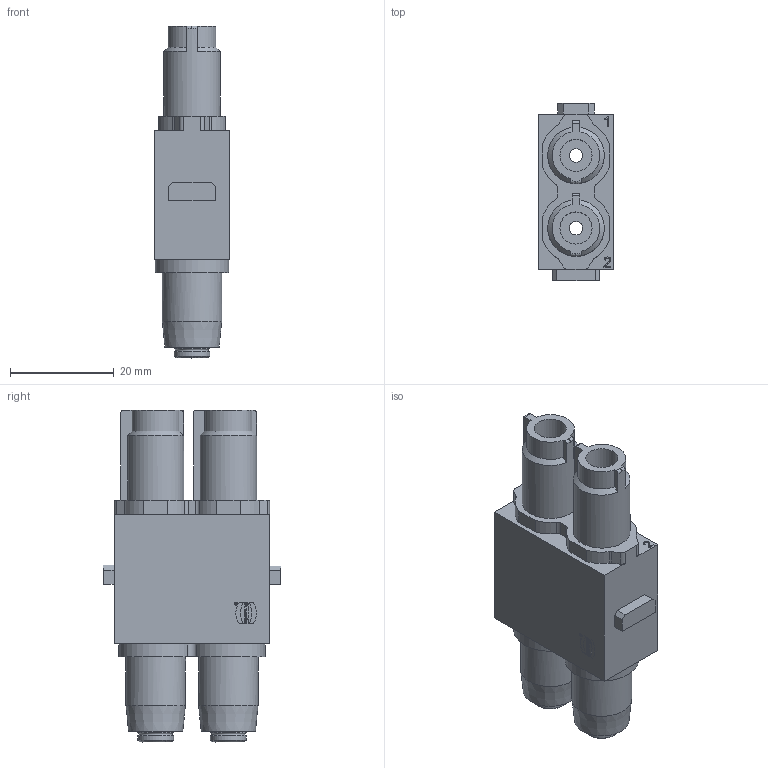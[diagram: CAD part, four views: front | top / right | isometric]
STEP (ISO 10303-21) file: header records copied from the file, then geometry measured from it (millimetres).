
FILE_DESCRIPTION(/* description */ (''),/* implementation_level */ '2;1');
FILE_NAME(/* name */ '100506335ugm000_c.stp',/* time_stamp */ '2019-06-12T11:09:36+02:00',/* author */ (''),/* organization */ (''),/* preprocessor_version */ 'ST-DEVELOPER v16.7',/* originating_system */ 'SIEMENS PLM Software NX 12.0',/* authorisation */ '');
FILE_SCHEMA (('AUTOMOTIVE_DESIGN { 1 0 10303 214 3 1 1 1 }'));
Length unit declared in the file: millimetre
Products named in the file (1): 100506335ugm000_c
Bounding box: 14.6 x 34.2 x 64 mm (x, y, z)
Volume: 16018.4 mm3; surface area: 8119.6 mm2
Topology: 1 solids, 1 shells, 260 faces, 753 edges, 617 vertices
Faces by surface type: plane 168, cylinder 60, cone 14, extrusion 12, torus 4, bspline 2
Full cylindrical faces by diameter (mm): 0.455 x1, 0.538 x1, 2.6 x2, 3.2 x2, 4.6 x2, 5 x2, 6.2 x2, 6.9 x4, 7 x2, 11.5 x2
Entity records: 10950 total; most frequent: CARTESIAN_POINT 2256, DIRECTION 1290, ORIENTED_EDGE 1240, EDGE_CURVE 620, VECTOR 492, LINE 480, VERTEX_POINT 430, AXIS2_PLACEMENT_3D 399
